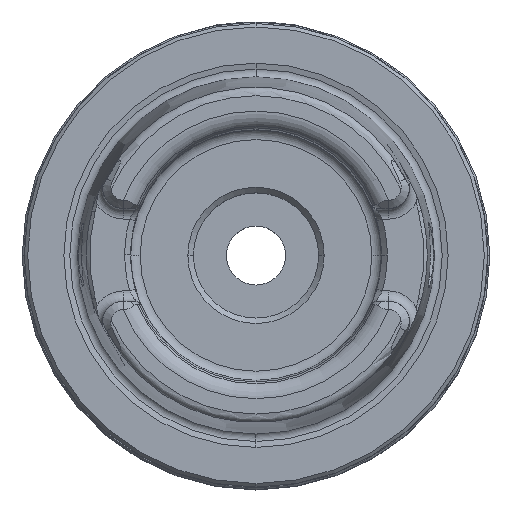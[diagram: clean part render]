
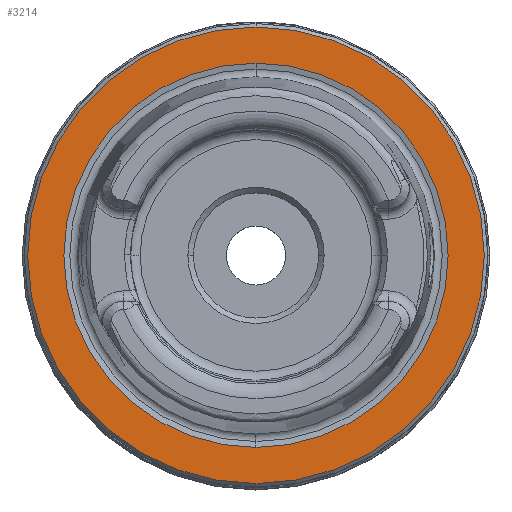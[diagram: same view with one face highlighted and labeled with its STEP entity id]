
A CAD part, top view. The second image highlights one B-rep face of the part: STEP entity #3214.
In plain terms, the highlighted planar face has unit normal (0, 0, 1).
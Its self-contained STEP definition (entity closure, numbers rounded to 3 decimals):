
#2362=EDGE_CURVE('NONE',#2666,#2712,#5534,.T.);
#2666=VERTEX_POINT('NONE',#5875);
#2712=VERTEX_POINT('NONE',#5925);
#2898=EDGE_CURVE('NONE',#4116,#3614,#6131,.T.);
#3196=EDGE_CURVE('NONE',#2712,#2666,#6458,.T.);
#3214=ADVANCED_FACE('NONE',(#6477,#6478),#6479,.F.);
#3614=VERTEX_POINT('NONE',#6917);
#3990=EDGE_CURVE('NONE',#3614,#4116,#7332,.F.);
#4116=VERTEX_POINT('NONE',#7469);
#5534=CIRCLE('',#10775,30.995);
#5875=CARTESIAN_POINT('',(0.,-30.995,0.));
#5925=CARTESIAN_POINT('',(0.,30.995,0.));
#6131=CIRCLE('',#12494,26.09);
#6458=CIRCLE('',#13404,30.995);
#6477=FACE_OUTER_BOUND('',#13806,.T.);
#6478=FACE_BOUND('',#13807,.T.);
#6479=PLANE('',#13808);
#6917=CARTESIAN_POINT('',(0.,26.09,0.));
#7332=CIRCLE('',#15889,26.09);
#7469=CARTESIAN_POINT('',(0.,-26.09,0.));
#10775=AXIS2_PLACEMENT_3D('',#18410,#18411,#18412);
#12494=AXIS2_PLACEMENT_3D('',#19125,#19126,#19127);
#13404=AXIS2_PLACEMENT_3D('',#19473,#19474,#19475);
#13806=EDGE_LOOP('',(#19486,#19487));
#13807=EDGE_LOOP('',(#19488,#19489));
#13808=AXIS2_PLACEMENT_3D('',#19490,#19491,#19492);
#15889=AXIS2_PLACEMENT_3D('',#20442,#20443,#20444);
#18410=CARTESIAN_POINT('',(0.,0.,0.));
#18411=DIRECTION('',(0.0,0.0,1.0));
#18412=DIRECTION('',(0.,-1.0,0.0));
#19125=CARTESIAN_POINT('',(0.,0.,0.));
#19126=DIRECTION('',(0.0,-0.0,1.0));
#19127=DIRECTION('',(0.,1.0,0.0));
#19473=CARTESIAN_POINT('',(0.,0.,0.));
#19474=DIRECTION('',(0.0,0.0,1.0));
#19475=DIRECTION('',(0.,-1.0,0.0));
#19486=ORIENTED_EDGE('',*,*,#2362,.T.);
#19487=ORIENTED_EDGE('',*,*,#3196,.T.);
#19488=ORIENTED_EDGE('',*,*,#3990,.F.);
#19489=ORIENTED_EDGE('',*,*,#2898,.F.);
#19490=CARTESIAN_POINT('',(0.,-24.796,0.));
#19491=DIRECTION('',(-0.0,0.0,-1.0));
#19492=DIRECTION('',(0.,-1.0,0.0));
#20442=CARTESIAN_POINT('',(0.,0.,0.));
#20443=DIRECTION('',(0.0,0.0,-1.0));
#20444=DIRECTION('',(0.,1.0,0.0));
